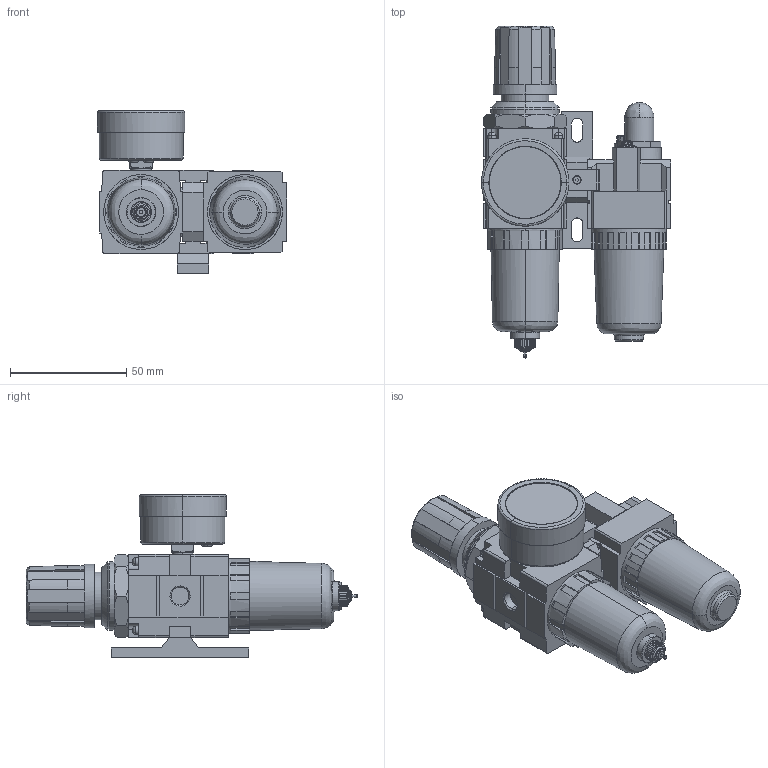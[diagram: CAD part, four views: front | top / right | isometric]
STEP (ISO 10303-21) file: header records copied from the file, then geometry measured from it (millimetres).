
FILE_DESCRIPTION(('FreeCAD Model'),'2;1');
FILE_NAME('Open CASCADE Shape Model','2025-05-09T19:07:19',('FreeCAD'),( 'FreeCAD'),'Open CASCADE STEP processor 7.6','FreeCAD','Unknown');
FILE_SCHEMA(('AUTOMOTIVE_DESIGN { 1 0 10303 214 1 1 1 1 }'));
Products named in the file (1): Open CASCADE STEP translator 7.6 1
Bounding box: 81.3 x 142.77 x 69.95 mm (x, y, z)
Volume: 201119.7 mm3; surface area: 46425.4 mm2
Topology: 15 solids, 15 shells, 1514 faces, 3941 edges, 2564 vertices
Faces by surface type: bspline 1514
Entity records: 55478 total; most frequent: CARTESIAN_POINT 32010, ORIENTED_EDGE 7870, EDGE_CURVE 3935, B_SPLINE_CURVE_WITH_KNOTS 3133, VERTEX_POINT 2564, FACE_BOUND 1641, EDGE_LOOP 1641, ADVANCED_FACE 1514
